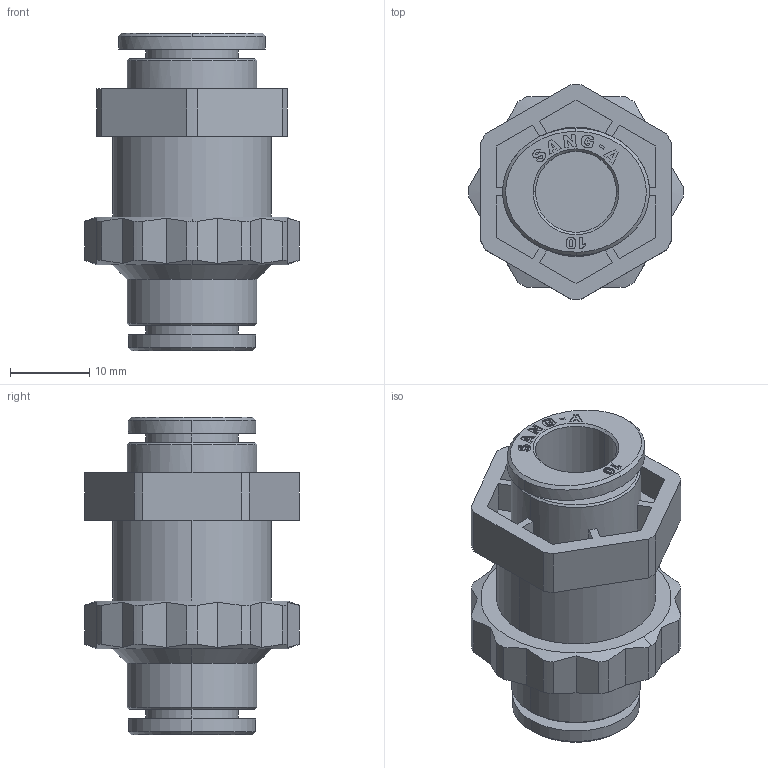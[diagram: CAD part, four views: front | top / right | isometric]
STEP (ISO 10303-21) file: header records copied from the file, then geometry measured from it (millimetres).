
FILE_DESCRIPTION (( 'STEP AP214' ), '1' );
FILE_NAME ('PPM10.STEP', '2015-10-09T06:47:51', ( '' ), ( '' ), 'SwSTEP 2.0', 'SolidWorks 2015', '' );
FILE_SCHEMA (( 'AUTOMOTIVE_DESIGN' ));
Length unit declared in the file: millimetre
Products named in the file (2): ｦ+ﾃｦ1; PPM10
Assembly tree (1 placements, depth 2):
  PPM10
    ｦ+ﾃｦ1
Bounding box: 27 x 27 x 40 mm (x, y, z)
Volume: 9241.7 mm3; surface area: 6029.3 mm2
Topology: 1 solids, 1 shells, 895 faces, 2565 edges, 1704 vertices
Faces by surface type: plane 824, cylinder 37, cone 20, bspline 14
Entity records: 30658 total; most frequent: CARTESIAN_POINT 6137, ORIENTED_EDGE 5130, DIRECTION 4365, EDGE_CURVE 2565, LINE 2379, VECTOR 2379, VERTEX_POINT 1704, AXIS2_PLACEMENT_3D 993
